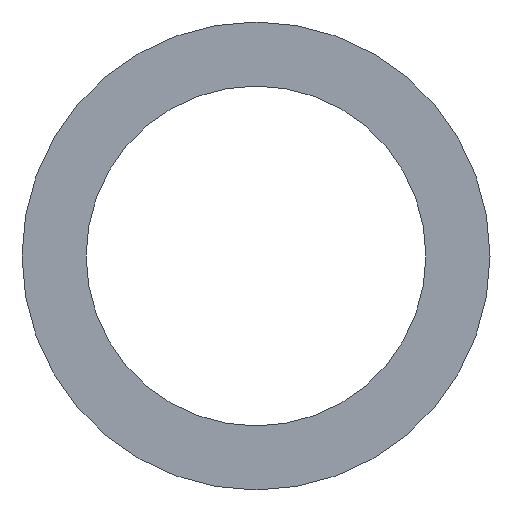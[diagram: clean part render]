
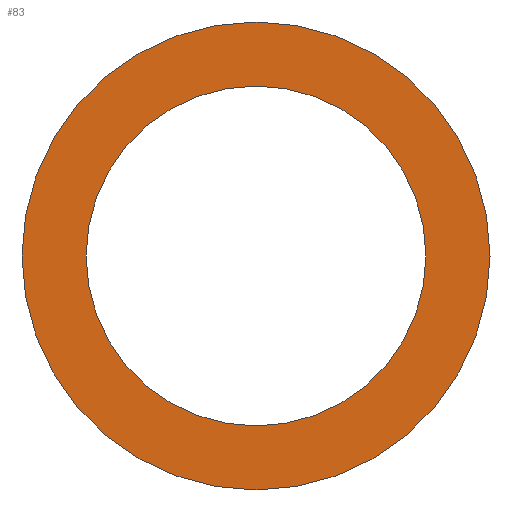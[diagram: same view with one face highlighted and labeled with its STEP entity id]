
A CAD part, left-side view. The second image highlights one B-rep face of the part: STEP entity #83.
In plain terms, the highlighted planar face has unit normal (-1, 0, 0).
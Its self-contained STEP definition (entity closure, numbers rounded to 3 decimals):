
#53 = VERTEX_POINT( '', #123 );
#67 = VERTEX_POINT( '', #139 );
#69 = EDGE_CURVE( '', #99, #67, #141, .T. );
#75 = EDGE_CURVE( '', #95, #53, #149, .T. );
#79 = EDGE_CURVE( '', #67, #99, #153, .T. );
#83 = ADVANCED_FACE( '', ( #157, #158 ), #159, .F. );
#95 = VERTEX_POINT( '', #173 );
#99 = VERTEX_POINT( '', #177 );
#103 = EDGE_CURVE( '', #53, #95, #181, .T. );
#123 = CARTESIAN_POINT( '', ( 0., 0., -81.7 ) );
#139 = CARTESIAN_POINT( '', ( 0., 0., 112.5 ) );
#141 = CIRCLE( '', #217, 112.5 );
#149 = CIRCLE( '', #226, 81.7 );
#153 = CIRCLE( '', #232, 112.5 );
#157 = FACE_OUTER_BOUND( '', #236, .T. );
#158 = FACE_BOUND( '', #237, .T. );
#159 = PLANE( '', #238 );
#173 = CARTESIAN_POINT( '', ( 0., 0., 81.7 ) );
#177 = CARTESIAN_POINT( '', ( 0., 0., -112.5 ) );
#181 = CIRCLE( '', #264, 81.7 );
#217 = AXIS2_PLACEMENT_3D( '', #288, #289, #290 );
#226 = AXIS2_PLACEMENT_3D( '', #299, #300, #301 );
#232 = AXIS2_PLACEMENT_3D( '', #305, #306, #307 );
#236 = EDGE_LOOP( '', ( #309, #310 ) );
#237 = EDGE_LOOP( '', ( #311, #312 ) );
#238 = AXIS2_PLACEMENT_3D( '', #313, #314, #315 );
#264 = AXIS2_PLACEMENT_3D( '', #340, #341, #342 );
#288 = CARTESIAN_POINT( '', ( 0., 0., 0. ) );
#289 = DIRECTION( '', ( 1., 0., 0. ) );
#290 = DIRECTION( '', ( 0., 0., -1. ) );
#299 = CARTESIAN_POINT( '', ( 0., 0., 0. ) );
#300 = DIRECTION( '', ( 1., 0., 0. ) );
#301 = DIRECTION( '', ( 0., 0., -1. ) );
#305 = CARTESIAN_POINT( '', ( 0., 0., 0. ) );
#306 = DIRECTION( '', ( 1., 0., 0. ) );
#307 = DIRECTION( '', ( 0., 0., -1. ) );
#309 = ORIENTED_EDGE( '', *, *, #69, .F. );
#310 = ORIENTED_EDGE( '', *, *, #79, .F. );
#311 = ORIENTED_EDGE( '', *, *, #103, .T. );
#312 = ORIENTED_EDGE( '', *, *, #75, .T. );
#313 = CARTESIAN_POINT( '', ( 0., 0., 0. ) );
#314 = DIRECTION( '', ( 1., 0., 0. ) );
#315 = DIRECTION( '', ( 0., 0., -1. ) );
#340 = CARTESIAN_POINT( '', ( 0., 0., 0. ) );
#341 = DIRECTION( '', ( 1., 0., 0. ) );
#342 = DIRECTION( '', ( 0., 0., -1. ) );
